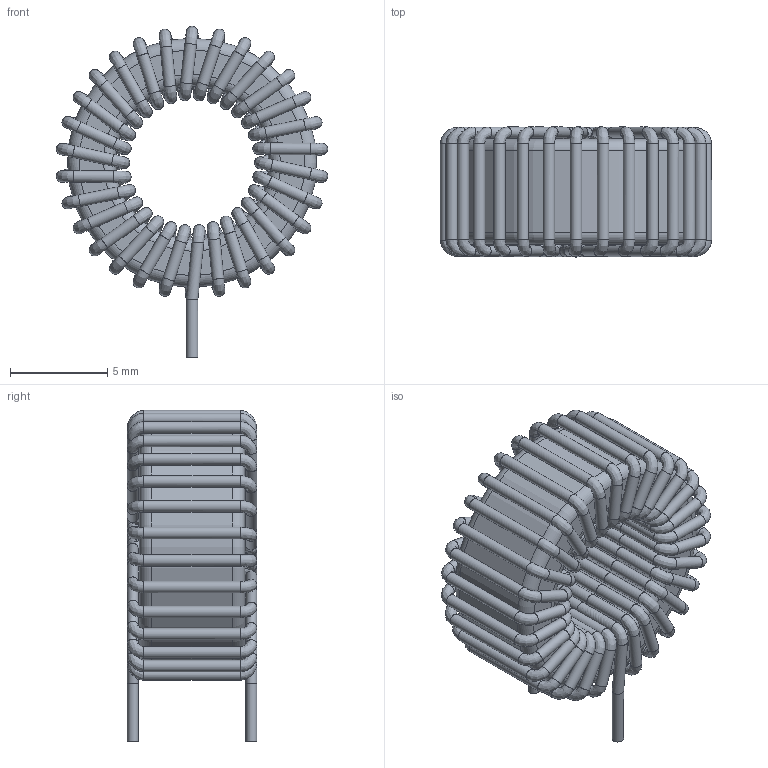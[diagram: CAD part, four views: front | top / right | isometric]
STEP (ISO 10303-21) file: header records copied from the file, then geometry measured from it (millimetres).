
FILE_DESCRIPTION(('FreeCAD Model'),'2;1');
FILE_NAME('WireCopper_sp.step', '2020-11-23T13:11:22',('kicad StepUp'),('ksu MCAD'), 'Open CASCADE STEP processor 7.4','FreeCAD','Unknown');
FILE_SCHEMA(('AUTOMOTIVE_DESIGN { 1 0 10303 214 1 1 1 1 }'));
Length unit declared in the file: millimetre
Products named in the file (1): WireCopper_sp
Bounding box: 13.92 x 6.65 x 17 mm (x, y, z)
Volume: 566.5 mm3; surface area: 1482.2 mm2
Topology: 30 solids, 30 shells, 339 faces, 591 edges, 312 vertices
Faces by surface type: bspline 331, torus 4, cylinder 2, plane 2
Full cylindrical faces by diameter (mm): 7.88 x1, 12.78 x1
Entity records: 14317 total; most frequent: CARTESIAN_POINT 8183, ORIENTED_EDGE 1182, EDGE_CURVE 591, PRESENTATION_STYLE_ASSIGNMENT 369, SURFACE_STYLE_USAGE 369, SURFACE_SIDE_STYLE 369, SURFACE_STYLE_FILL_AREA 369, FILL_AREA_STYLE 369
